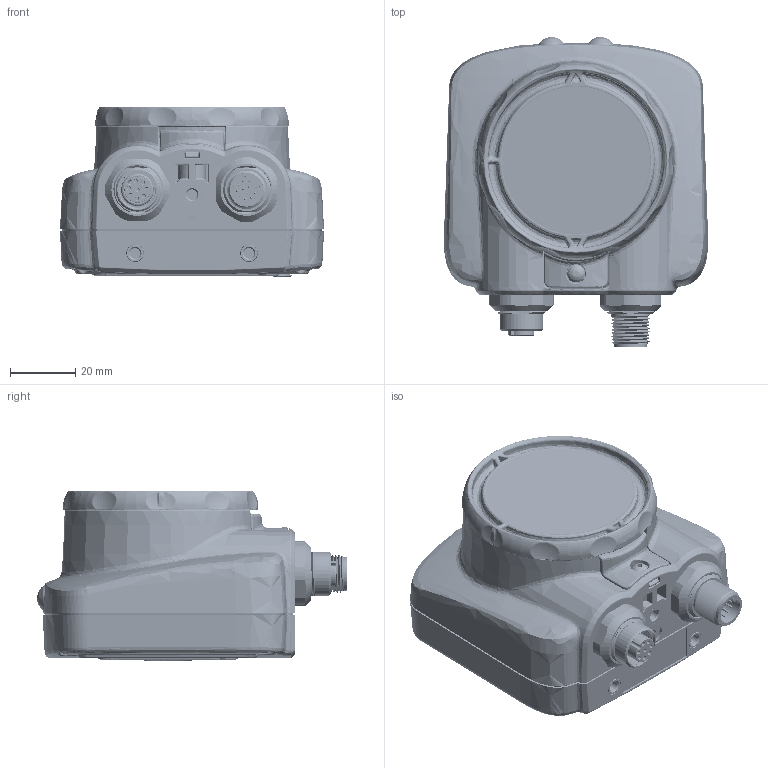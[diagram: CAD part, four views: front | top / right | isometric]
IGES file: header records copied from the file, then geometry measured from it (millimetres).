
Start section:  PTC IGES file: 148915.igs
Global section: file name: 148915.igs; native system: Pro/ENGINEER by Parametric Technology Corporation; preprocessor: 2009141; author: banengservice; organization: Unknown; date: 20100507.141726; units: inch
Bounding box: 81.17 x 95.25 x 52.35 mm (x, y, z)
Volume: 89209.6 mm3; surface area: 73207.3 mm2
Topology: 1 solids, 1 shells, 3554 faces, 8555 edges, 5048 vertices
Faces by surface type: revolution 1768, bspline 1763, extrusion 23
